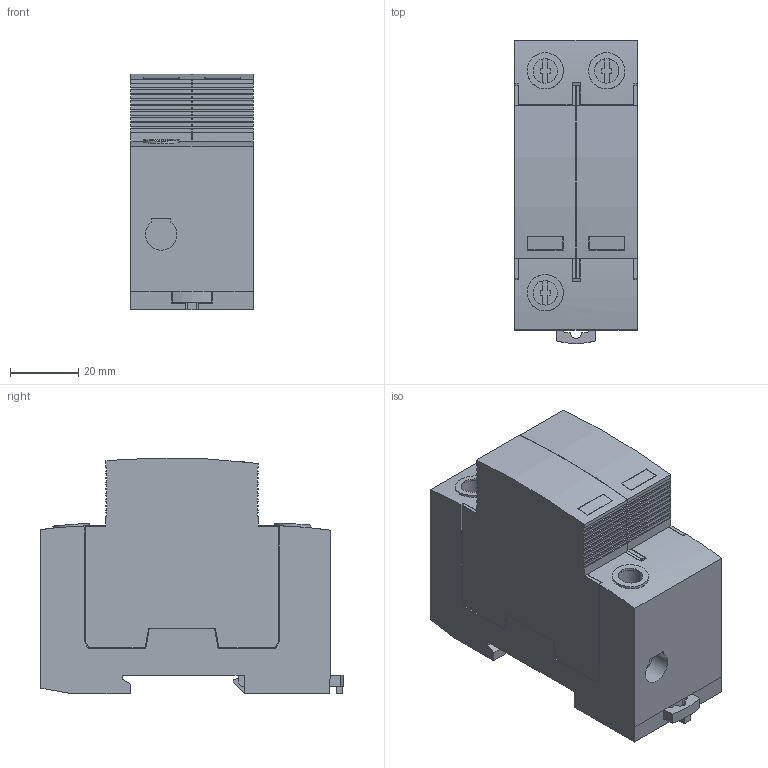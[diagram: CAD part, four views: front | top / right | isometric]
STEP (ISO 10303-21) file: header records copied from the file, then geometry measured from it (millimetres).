
FILE_DESCRIPTION((''),'2;1');
FILE_NAME('SB109003_3D-SIMPLIFIED_ASM','2012-01-06T',('quickadmin'),(''),'PRO/ENGINEER BY PARAMETRIC TECHNOLOGY CORPORATION, 2006170','PRO/ENGINEER BY PARAMETRIC TECHNOLOGY CORPORATION, 2006170','');
FILE_SCHEMA(('CONFIG_CONTROL_DESIGN'));
Length unit declared in the file: millimetre
Products named in the file (7): COQUE_ARRIERE; COQUE; PIECE_04; SB109009_3D-SIMPLIFIED_ASM; VIS_7D2; CLIP_01; SB109003_3D-SIMPLIFIED_ASM
Assembly tree (9 placements, depth 3):
  SB109003_3D-SIMPLIFIED_ASM
    COQUE_ARRIERE
    SB109009_3D-SIMPLIFIED_ASM  x2
      COQUE
      PIECE_04
    VIS_7D2  x3
    CLIP_01
Bounding box: 36 x 88.7 x 69.12 mm (x, y, z)
Volume: 170560.7 mm3; surface area: 43344.3 mm2
Topology: 9 solids, 9 shells, 502 faces, 1402 edges, 938 vertices
Faces by surface type: plane 456, cylinder 46
Entity records: 10872 total; most frequent: CARTESIAN_POINT 2216, ORIENTED_EDGE 1832, DIRECTION 1650, EDGE_CURVE 916, VECTOR 822, LINE 822, VERTEX_POINT 614, AXIS2_PLACEMENT_3D 414
